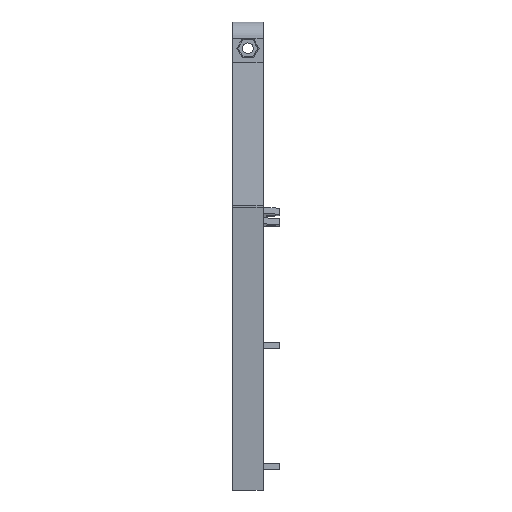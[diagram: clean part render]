
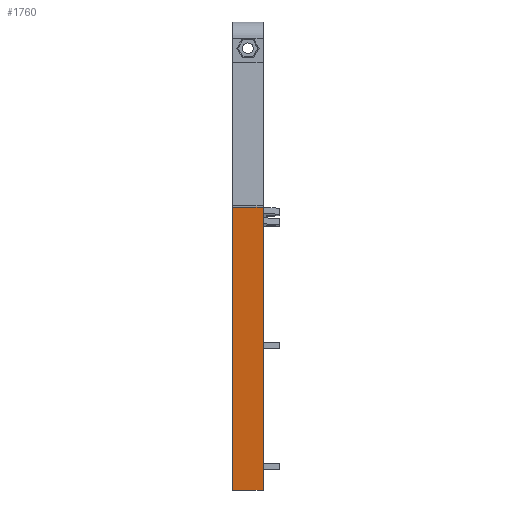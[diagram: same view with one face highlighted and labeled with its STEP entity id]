
A CAD part, left-side view. The second image highlights one B-rep face of the part: STEP entity #1760.
In plain terms, the highlighted planar face has unit normal (-0.994, 0, -0.108).
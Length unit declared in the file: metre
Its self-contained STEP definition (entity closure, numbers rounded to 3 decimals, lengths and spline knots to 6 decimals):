
#276=ORIENTED_EDGE('',*,*,#576,.F.);
#277=ORIENTED_EDGE('',*,*,#725,.T.);
#278=ORIENTED_EDGE('',*,*,#665,.T.);
#279=ORIENTED_EDGE('',*,*,#678,.F.);
#576=EDGE_CURVE('',#826,#827,#995,.T.);
#665=EDGE_CURVE('',#914,#913,#1079,.T.);
#678=EDGE_CURVE('',#827,#913,#1090,.T.);
#725=EDGE_CURVE('',#826,#914,#1125,.T.);
#826=VERTEX_POINT('',#2474);
#827=VERTEX_POINT('',#2476);
#913=VERTEX_POINT('',#2653);
#914=VERTEX_POINT('',#2655);
#995=LINE('',#2475,#1206);
#1079=LINE('',#2654,#1290);
#1090=LINE('',#2678,#1301);
#1125=LINE('',#2760,#1336);
#1206=VECTOR('',#1994,1.);
#1290=VECTOR('',#2094,1.);
#1301=VECTOR('',#2113,1.);
#1336=VECTOR('',#2200,1.);
#1443=EDGE_LOOP('',(#276,#277,#278,#279));
#1569=FACE_BOUND('',#1443,.T.);
#1684=PLANE('',#1889);
#1760=ADVANCED_FACE('',(#1569),#1684,.F.);
#1889=AXIS2_PLACEMENT_3D('',#2759,#2198,#2199);
#1994=DIRECTION('',(0.108,0.,-0.994));
#2094=DIRECTION('',(0.108,0.,-0.994));
#2113=DIRECTION('',(0.,1.,0.));
#2198=DIRECTION('',(0.994,0.,0.108));
#2199=DIRECTION('',(0.108,0.,-0.994));
#2200=DIRECTION('',(0.,1.,0.));
#2474=CARTESIAN_POINT('',(-0.317152,-0.015,0.133548));
#2475=CARTESIAN_POINT('',(-0.309599,-0.015,0.063988));
#2476=CARTESIAN_POINT('',(-0.302,-0.015,-0.006));
#2653=CARTESIAN_POINT('',(-0.302,0.,-0.006));
#2654=CARTESIAN_POINT('',(-0.309599,0.,0.063988));
#2655=CARTESIAN_POINT('',(-0.317152,0.,0.133548));
#2678=CARTESIAN_POINT('',(-0.302,-0.015,-0.006));
#2759=CARTESIAN_POINT('',(-0.309599,-0.015,0.063988));
#2760=CARTESIAN_POINT('',(-0.317152,-0.015,0.133548));
